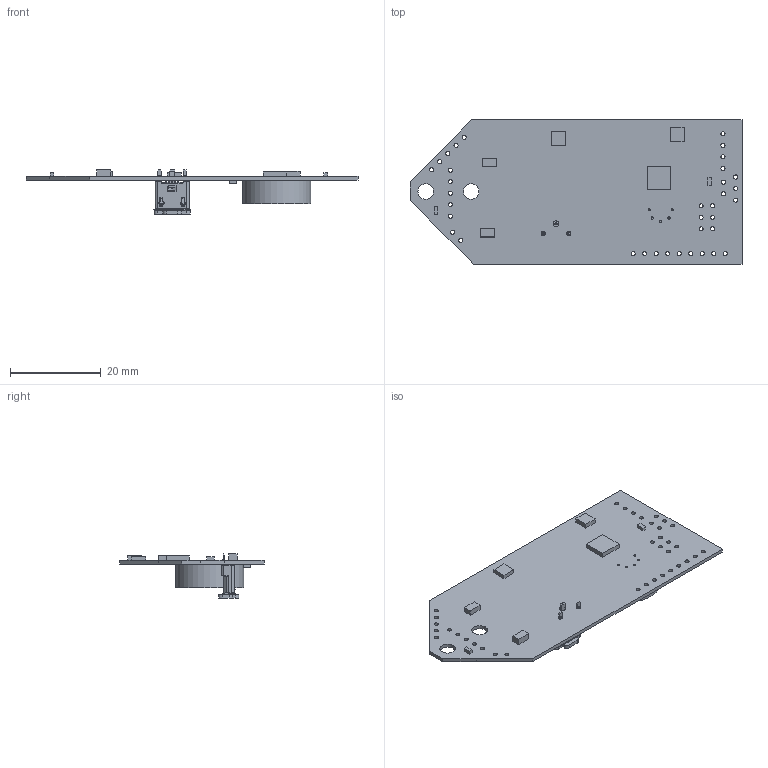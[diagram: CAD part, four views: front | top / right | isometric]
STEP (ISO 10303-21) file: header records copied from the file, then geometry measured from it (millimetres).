
FILE_DESCRIPTION(('Open CASCADE Model'),'2;1');
FILE_NAME('Open CASCADE Shape Model','2017-10-20T10:25:07',('Author'),( 'Open CASCADE'),'Open CASCADE STEP processor 6.2','Open CASCADE 6.2' ,'Unknown');
FILE_SCHEMA(('AUTOMOTIVE_DESIGN { 1 0 10303 214 1 1 1 1 }'));
Length unit declared in the file: millimetre
Products named in the file (31): PCB; Board; P1; 1051330011; Open CASCADE STEP translator 6.2 1.2.1.1; Open CASCADE STEP translator 6.2 1.2.1.2; Q1; 572722864; Extruded; Q2; U1; 572722736; U2; 572722224; U3; 572722992; U4; 752328880; Cylinder; U5; 572722480; U9; 572722608; U7; 572722352
Assembly tree (31 placements, depth 4):
  PCB
    Board
    P1
      1051330011
        Open CASCADE STEP translator 6.2 1.2.1.1
        Open CASCADE STEP translator 6.2 1.2.1.2
    Q1
      572722864
        Extruded
    Q2
      572722864
        Extruded
    U1
      572722736
        Extruded
    U2
      572722224
        Extruded
    U3
      572722992
        Extruded
    U4
      752328880
        Cylinder
    U5
      572722480
        Extruded
    U9
      572722608
        Extruded
    U7
      572722352
        Extruded
Bounding box: 73.15 x 31.75 x 9.8 mm (x, y, z)
Volume: 2782.6 mm3; surface area: 5661.4 mm2
Topology: 11 solids, 11 shells, 505 faces, 1459 edges, 1005 vertices
Faces by surface type: plane 317, cylinder 174, torus 12, cone 2
Full cylindrical faces by diameter (mm): 0.5 x5, 0.9 x36, 0.95 x2, 1.3 x1, 3.42 x2, 15 x1
Entity records: 39918 total; most frequent: CARTESIAN_POINT 12286, DIRECTION 4779, LINE 2827, VECTOR 2827, ORIENTED_EDGE 2806, PCURVE 2806, DEFINITIONAL_REPRESENTATION 2806, EDGE_CURVE 1403
